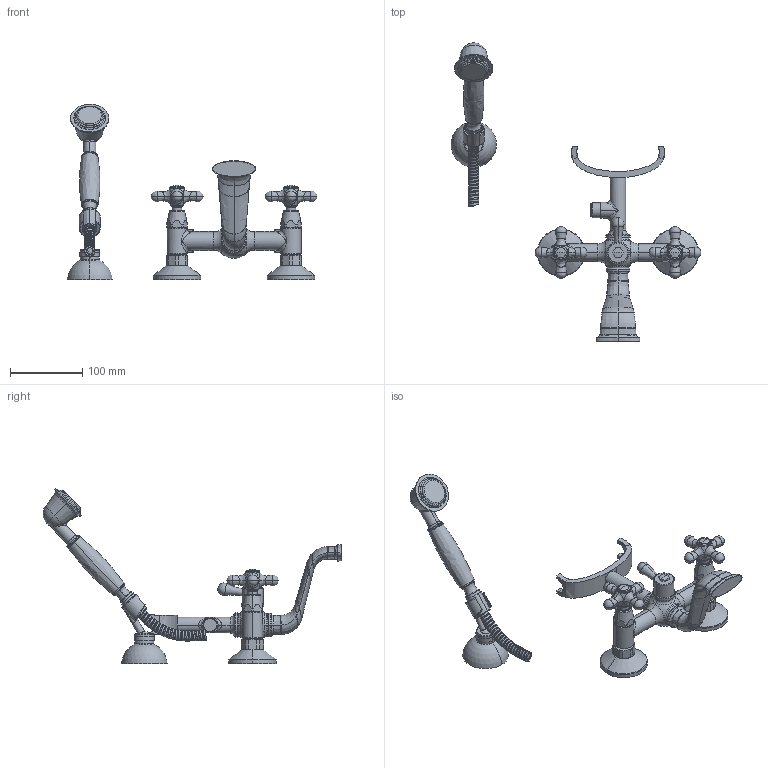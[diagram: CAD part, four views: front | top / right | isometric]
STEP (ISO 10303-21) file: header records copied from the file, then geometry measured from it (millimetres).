
FILE_DESCRIPTION((''),'2;1');
FILE_NAME('IRV023CR','2021-11-10T17:02:46',('ut3'),('PAFFONI SpA'),'CREO PARAMETRIC BY PTC INC, 2020044','CREO PARAMETRIC BY PTC INC, 2020044','');
FILE_SCHEMA(('CONFIG_CONTROL_DESIGN','SHAPE_APPEARANCE_LAYERS_GROUPS'));
Products named in the file (1): IRV023CR
Bounding box: 346.5 x 413.34 x 243.29 mm (x, y, z)
Volume: 543382.8 mm3; surface area: 188451 mm2
Topology: 4 solids, 5 shells, 895 faces, 2034 edges, 1177 vertices
Faces by surface type: bspline 239, plane 212, cylinder 172, cone 142, torus 98, sphere 29, extrusion 3
Entity records: 62408 total; most frequent: CARTESIAN_POINT 37356, ORIENTED_EDGE 4004, DIRECTION 3436, EDGE_CURVE 2002, AXIS2_PLACEMENT_3D 1417, VERTEX_POINT 1176, FILL_AREA_STYLE_COLOUR 980, FILL_AREA_STYLE 980
